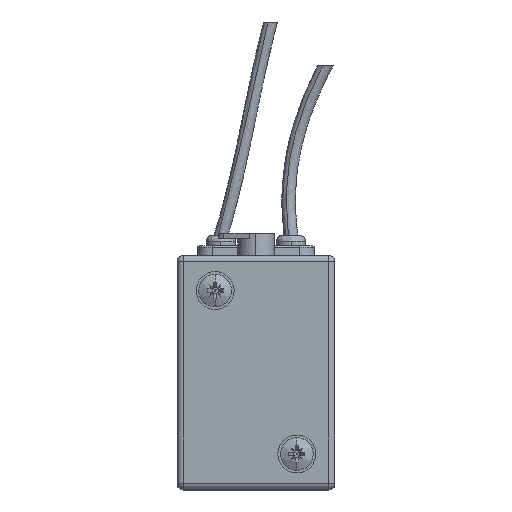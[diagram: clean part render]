
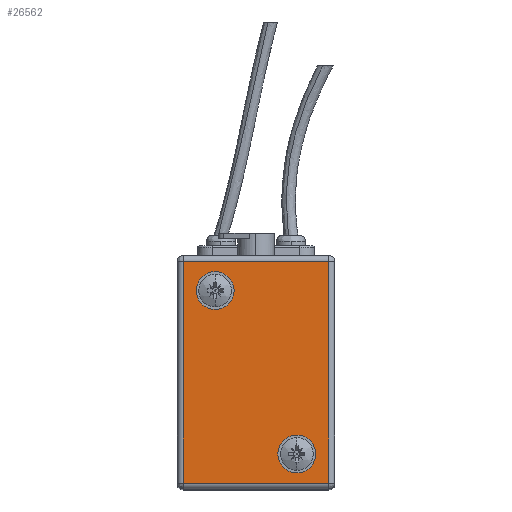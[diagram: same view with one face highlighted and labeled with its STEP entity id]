
A CAD part, top view. The second image highlights one B-rep face of the part: STEP entity #26562.
In plain terms, the highlighted planar face has unit normal (0, 0, 1).
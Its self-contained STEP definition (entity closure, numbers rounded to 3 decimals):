
#703 = AXIS2_PLACEMENT_3D ( 'NONE', #24253, #24227, #24187 ) ;
#724 = ORIENTED_EDGE ( 'NONE', *, *, #13617, .F. ) ;
#761 = EDGE_LOOP ( 'NONE', ( #21519, #17318 ) ) ;
#914 = EDGE_CURVE ( 'NONE', #4912, #17835, #32636, .T. ) ;
#1474 = VERTEX_POINT ( 'NONE', #14937 ) ;
#1979 = ORIENTED_EDGE ( 'NONE', *, *, #2878, .F. ) ;
#2787 = PLANE ( 'NONE',  #10887 ) ;
#2812 = ORIENTED_EDGE ( 'NONE', *, *, #8922, .F. ) ;
#2878 = EDGE_CURVE ( 'NONE', #15984, #1474, #26457, .T. ) ;
#3613 = DIRECTION ( 'NONE',  ( 1., 0., 0. ) ) ;
#4051 = LINE ( 'NONE', #21892, #18099 ) ;
#4912 = VERTEX_POINT ( 'NONE', #29377 ) ;
#5349 = AXIS2_PLACEMENT_3D ( 'NONE', #13159, #13155, #13125 ) ;
#5519 = CARTESIAN_POINT ( 'NONE',  ( -99.183, 164.031, 50.789 ) ) ;
#5667 = CARTESIAN_POINT ( 'NONE',  ( -111.683, 126.031, 50.789 ) ) ;
#6497 = EDGE_CURVE ( 'NONE', #31724, #21375, #9146, .T. ) ;
#8151 = VECTOR ( 'NONE', #16790, 1000. ) ;
#8183 = DIRECTION ( 'NONE',  ( -1., 0., 0. ) ) ;
#8922 = EDGE_CURVE ( 'NONE', #30257, #15984, #8977, .T. ) ;
#8977 = LINE ( 'NONE', #17228, #8151 ) ;
#9146 = CIRCLE ( 'NONE', #5349, 3.25 ) ;
#9978 = DIRECTION ( 'NONE',  ( 0., 0., 1. ) ) ;
#10303 = FACE_OUTER_BOUND ( 'NONE', #31618, .T. ) ;
#10402 = LINE ( 'NONE', #32824, #30434 ) ;
#10887 = AXIS2_PLACEMENT_3D ( 'NONE', #16024, #23938, #8183 ) ;
#12864 = CARTESIAN_POINT ( 'NONE',  ( -95.433, 131.031, 50.789 ) ) ;
#13125 = DIRECTION ( 'NONE',  ( 1., 0., 0. ) ) ;
#13155 = DIRECTION ( 'NONE',  ( 0., 0., 1. ) ) ;
#13159 = CARTESIAN_POINT ( 'NONE',  ( -92.183, 131.031, 50.789 ) ) ;
#13250 = DIRECTION ( 'NONE',  ( 0., 0., 1. ) ) ;
#13617 = EDGE_CURVE ( 'NONE', #1474, #33211, #4051, .T. ) ;
#14937 = CARTESIAN_POINT ( 'NONE',  ( -86.683, 164.031, 50.789 ) ) ;
#15819 = CARTESIAN_POINT ( 'NONE',  ( -86.683, 126.031, 50.789 ) ) ;
#15984 = VERTEX_POINT ( 'NONE', #24476 ) ;
#16024 = CARTESIAN_POINT ( 'NONE',  ( -99.183, 145.031, 50.789 ) ) ;
#16154 = ORIENTED_EDGE ( 'NONE', *, *, #23470, .F. ) ;
#16790 = DIRECTION ( 'NONE',  ( 0., 1., 0. ) ) ;
#17204 = CARTESIAN_POINT ( 'NONE',  ( -102.933, 159.031, 50.789 ) ) ;
#17228 = CARTESIAN_POINT ( 'NONE',  ( -111.683, 145.031, 50.789 ) ) ;
#17273 = FACE_BOUND ( 'NONE', #29644, .T. ) ;
#17318 = ORIENTED_EDGE ( 'NONE', *, *, #914, .F. ) ;
#17591 = AXIS2_PLACEMENT_3D ( 'NONE', #28901, #13250, #31489 ) ;
#17835 = VERTEX_POINT ( 'NONE', #17204 ) ;
#18099 = VECTOR ( 'NONE', #24514, 1000. ) ;
#19463 = VECTOR ( 'NONE', #3613, 1000. ) ;
#21375 = VERTEX_POINT ( 'NONE', #22415 ) ;
#21519 = ORIENTED_EDGE ( 'NONE', *, *, #23521, .F. ) ;
#21892 = CARTESIAN_POINT ( 'NONE',  ( -86.683, 145.031, 50.789 ) ) ;
#22415 = CARTESIAN_POINT ( 'NONE',  ( -88.933, 131.031, 50.789 ) ) ;
#22492 = DIRECTION ( 'NONE',  ( -1., 0., 0. ) ) ;
#22819 = ORIENTED_EDGE ( 'NONE', *, *, #6497, .F. ) ;
#23076 = EDGE_CURVE ( 'NONE', #21375, #31724, #29664, .T. ) ;
#23470 = EDGE_CURVE ( 'NONE', #33211, #30257, #10402, .T. ) ;
#23521 = EDGE_CURVE ( 'NONE', #17835, #4912, #29634, .T. ) ;
#23938 = DIRECTION ( 'NONE',  ( 0., 0., -1. ) ) ;
#23988 = AXIS2_PLACEMENT_3D ( 'NONE', #25710, #9978, #28322 ) ;
#24187 = DIRECTION ( 'NONE',  ( 1., 0., 0. ) ) ;
#24227 = DIRECTION ( 'NONE',  ( 0., 0., 1. ) ) ;
#24253 = CARTESIAN_POINT ( 'NONE',  ( -106.183, 159.031, 50.789 ) ) ;
#24260 = FACE_BOUND ( 'NONE', #761, .T. ) ;
#24476 = CARTESIAN_POINT ( 'NONE',  ( -111.683, 164.031, 50.789 ) ) ;
#24514 = DIRECTION ( 'NONE',  ( 0., -1., 0. ) ) ;
#25710 = CARTESIAN_POINT ( 'NONE',  ( -106.183, 159.031, 50.789 ) ) ;
#26457 = LINE ( 'NONE', #5519, #19463 ) ;
#26562 = ADVANCED_FACE ( 'NONE', ( #17273, #24260, #10303 ), #2787, .F. ) ;
#26877 = ORIENTED_EDGE ( 'NONE', *, *, #23076, .F. ) ;
#28322 = DIRECTION ( 'NONE',  ( 1., 0., 0. ) ) ;
#28901 = CARTESIAN_POINT ( 'NONE',  ( -92.183, 131.031, 50.789 ) ) ;
#29377 = CARTESIAN_POINT ( 'NONE',  ( -109.433, 159.031, 50.789 ) ) ;
#29634 = CIRCLE ( 'NONE', #23988, 3.25 ) ;
#29644 = EDGE_LOOP ( 'NONE', ( #26877, #22819 ) ) ;
#29664 = CIRCLE ( 'NONE', #17591, 3.25 ) ;
#30257 = VERTEX_POINT ( 'NONE', #5667 ) ;
#30434 = VECTOR ( 'NONE', #22492, 1000. ) ;
#31489 = DIRECTION ( 'NONE',  ( 1., 0., 0. ) ) ;
#31618 = EDGE_LOOP ( 'NONE', ( #16154, #724, #1979, #2812 ) ) ;
#31724 = VERTEX_POINT ( 'NONE', #12864 ) ;
#32636 = CIRCLE ( 'NONE', #703, 3.25 ) ;
#32824 = CARTESIAN_POINT ( 'NONE',  ( -99.183, 126.031, 50.789 ) ) ;
#33211 = VERTEX_POINT ( 'NONE', #15819 ) ;
